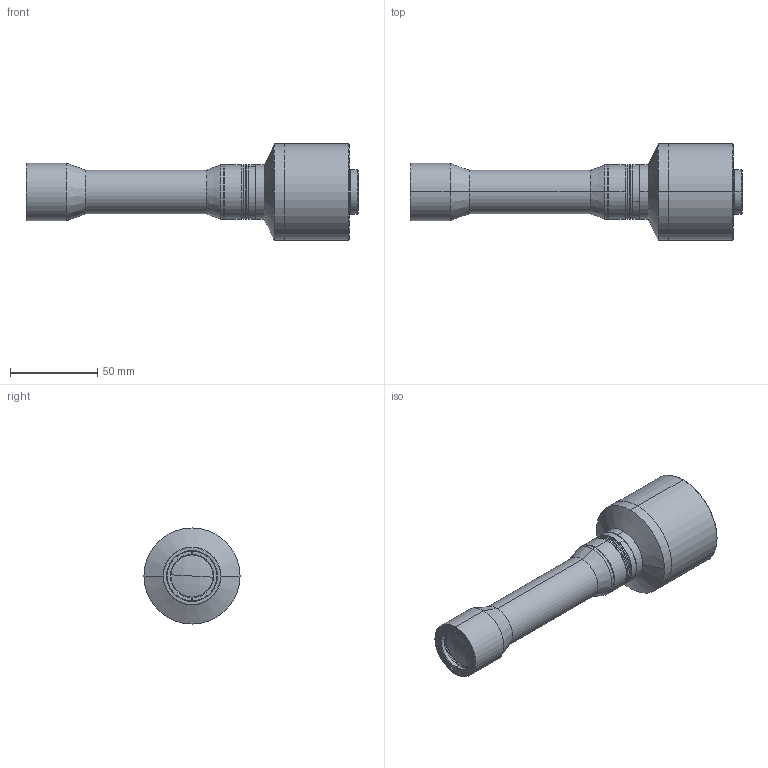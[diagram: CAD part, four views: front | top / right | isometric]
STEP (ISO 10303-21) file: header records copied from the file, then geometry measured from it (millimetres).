
FILE_DESCRIPTION (( 'STEP AP214' ), '1' );
FILE_NAME ('OTLZ18.5-60-110C.STEP', '2023-05-12T02:11:48', ( '' ), ( '' ), 'SwSTEP 2.0', 'SolidWorks 2022', '' );
FILE_SCHEMA (( 'AUTOMOTIVE_DESIGN' ));
Length unit declared in the file: millimetre
Products named in the file (1): OTLZ18.5-60-110C
Bounding box: 190.18 x 55 x 55 mm (x, y, z)
Volume: 122871 mm3; surface area: 65141.9 mm2
Topology: 21 solids, 21 shells, 340 faces, 740 edges, 468 vertices
Faces by surface type: cylinder 138, cone 94, plane 86, bspline 22
Entity records: 13936 total; most frequent: CARTESIAN_POINT 2171, DIRECTION 1806, ORIENTED_EDGE 1480, AXIS2_PLACEMENT_3D 767, EDGE_CURVE 740, VERTEX_POINT 468, CIRCLE 448, EDGE_LOOP 402
